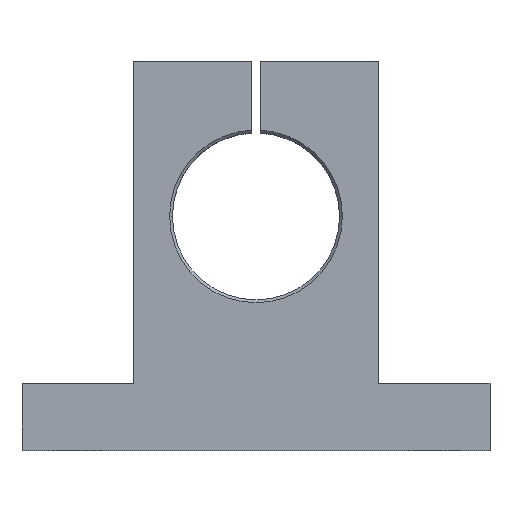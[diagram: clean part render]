
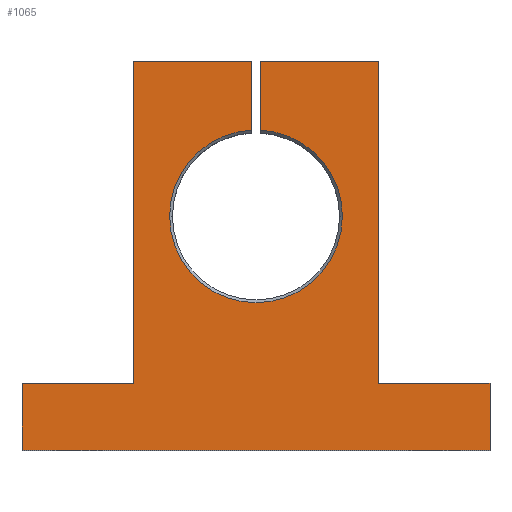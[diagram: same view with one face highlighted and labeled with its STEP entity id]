
A CAD part, top view. The second image highlights one B-rep face of the part: STEP entity #1065.
In plain terms, the highlighted planar face has unit normal (0, 0, 1).
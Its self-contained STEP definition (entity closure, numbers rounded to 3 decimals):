
#15 = EDGE_CURVE ( 'NONE', #592, #649, #894, .T. ) ;
#27 = EDGE_CURVE ( 'NONE', #584, #646, #900, .T. ) ;
#34 = EDGE_CURVE ( 'NONE', #637, #667, #872, .T. ) ;
#36 = EDGE_CURVE ( 'NONE', #640, #642, #914, .T. ) ;
#37 = EDGE_CURVE ( 'NONE', #604, #592, #882, .T. ) ;
#42 = EDGE_CURVE ( 'NONE', #646, #640, #871, .T. ) ;
#52 = EDGE_CURVE ( 'NONE', #667, #612, #952, .T. ) ;
#54 = EDGE_CURVE ( 'NONE', #587, #637, #976, .T. ) ;
#62 = AXIS2_PLACEMENT_3D ( 'NONE', #345, #309, #342 ) ;
#65 = EDGE_CURVE ( 'NONE', #594, #584, #946, .T. ) ;
#77 = AXIS2_PLACEMENT_3D ( 'NONE', #249, #255, #256 ) ;
#96 = EDGE_CURVE ( 'NONE', #612, #638, #959, .T. ) ;
#97 = EDGE_CURVE ( 'NONE', #649, #594, #977, .T. ) ;
#104 = EDGE_CURVE ( 'NONE', #597, #604, #933, .T. ) ;
#105 = EDGE_CURVE ( 'NONE', #642, #587, #965, .T. ) ;
#110 = EDGE_CURVE ( 'NONE', #638, #597, #943, .T. ) ;
#136 = AXIS2_PLACEMENT_3D ( 'NONE', #410, #404, #419 ) ;
#137 = AXIS2_PLACEMENT_3D ( 'NONE', #537, #559, #558 ) ;
#249 = CARTESIAN_POINT ( 'NONE',  ( 0., 0.2, 14. ) ) ;
#255 = DIRECTION ( 'NONE',  ( 0., 0., -1. ) ) ;
#256 = DIRECTION ( 'NONE',  ( 1., 0., 0. ) ) ;
#268 = DIRECTION ( 'NONE',  ( -1., 0., 0. ) ) ;
#285 = CARTESIAN_POINT ( 'NONE',  ( -22., 28., 14. ) ) ;
#300 = CARTESIAN_POINT ( 'NONE',  ( -22., 28., 14. ) ) ;
#302 = CARTESIAN_POINT ( 'NONE',  ( 42., -41.8, 14. ) ) ;
#303 = DIRECTION ( 'NONE',  ( 0., 1., 0. ) ) ;
#309 = DIRECTION ( 'NONE',  ( 0., 0., -1. ) ) ;
#312 = CARTESIAN_POINT ( 'NONE',  ( 22., -29.8, 14. ) ) ;
#313 = CARTESIAN_POINT ( 'NONE',  ( -42., -41.8, 14. ) ) ;
#319 = DIRECTION ( 'NONE',  ( 0., -1., 0. ) ) ;
#325 = CARTESIAN_POINT ( 'NONE',  ( -22., -29.8, 14. ) ) ;
#326 = DIRECTION ( 'NONE',  ( -1., 0., 0. ) ) ;
#342 = DIRECTION ( 'NONE',  ( 1., 0., 0. ) ) ;
#345 = CARTESIAN_POINT ( 'NONE',  ( 0., 0.2, 14. ) ) ;
#346 = DIRECTION ( 'NONE',  ( -1., 0., 0. ) ) ;
#356 = DIRECTION ( 'NONE',  ( 0., 1., 0. ) ) ;
#381 = DIRECTION ( 'NONE',  ( 1., 0., 0. ) ) ;
#385 = CARTESIAN_POINT ( 'NONE',  ( -0.81, 15.178, 14. ) ) ;
#391 = CARTESIAN_POINT ( 'NONE',  ( 0.81, 15.178, 14. ) ) ;
#400 = DIRECTION ( 'NONE',  ( 0., -1., 0. ) ) ;
#403 = CARTESIAN_POINT ( 'NONE',  ( -42., -41.8, 14. ) ) ;
#404 = DIRECTION ( 'NONE',  ( 0., 0., -1. ) ) ;
#410 = CARTESIAN_POINT ( 'NONE',  ( 0., 0.2, 14. ) ) ;
#412 = CARTESIAN_POINT ( 'NONE',  ( 22., 28., 14. ) ) ;
#414 = DIRECTION ( 'NONE',  ( -1., 0., 0. ) ) ;
#416 = DIRECTION ( 'NONE',  ( 0., 1., 0. ) ) ;
#417 = DIRECTION ( 'NONE',  ( 0., -1., 0. ) ) ;
#419 = DIRECTION ( 'NONE',  ( 1., 0., 0. ) ) ;
#433 = CARTESIAN_POINT ( 'NONE',  ( 0.81, 28., 14. ) ) ;
#438 = CARTESIAN_POINT ( 'NONE',  ( 22., -29.8, 14. ) ) ;
#440 = CARTESIAN_POINT ( 'NONE',  ( 0.81, 28., 14. ) ) ;
#441 = CARTESIAN_POINT ( 'NONE',  ( 15.5, 0.2, 14. ) ) ;
#442 = CARTESIAN_POINT ( 'NONE',  ( 0.81, 15.679, 14. ) ) ;
#451 = CARTESIAN_POINT ( 'NONE',  ( -42., -41.8, 14. ) ) ;
#456 = CARTESIAN_POINT ( 'NONE',  ( -0.81, 28., 14. ) ) ;
#459 = CARTESIAN_POINT ( 'NONE',  ( -0.81, 15.679, 14. ) ) ;
#468 = CARTESIAN_POINT ( 'NONE',  ( -22., 28., 14. ) ) ;
#478 = CARTESIAN_POINT ( 'NONE',  ( 42., -41.8, 14. ) ) ;
#492 = CARTESIAN_POINT ( 'NONE',  ( 22., 28., 14. ) ) ;
#493 = CARTESIAN_POINT ( 'NONE',  ( -42., -29.8, 14. ) ) ;
#494 = CARTESIAN_POINT ( 'NONE',  ( -15.5, 0.2, 14. ) ) ;
#495 = CARTESIAN_POINT ( 'NONE',  ( 42., -29.8, 14. ) ) ;
#509 = CARTESIAN_POINT ( 'NONE',  ( -22., -29.8, 14. ) ) ;
#537 = CARTESIAN_POINT ( 'NONE',  ( 0., 0.2, 14. ) ) ;
#555 = PLANE ( 'NONE',  #137 ) ;
#558 = DIRECTION ( 'NONE',  ( 1., 0., 0. ) ) ;
#559 = DIRECTION ( 'NONE',  ( 0., 0., 1. ) ) ;
#584 = VERTEX_POINT ( 'NONE', #456 ) ;
#587 = VERTEX_POINT ( 'NONE', #451 ) ;
#592 = VERTEX_POINT ( 'NONE', #441 ) ;
#594 = VERTEX_POINT ( 'NONE', #459 ) ;
#597 = VERTEX_POINT ( 'NONE', #440 ) ;
#604 = VERTEX_POINT ( 'NONE', #442 ) ;
#612 = VERTEX_POINT ( 'NONE', #438 ) ;
#629 = EDGE_LOOP ( 'NONE', ( #711, #708, #762, #684, #723, #747, #694, #722, #671, #730, #670, #713, #707, #717 ) ) ;
#637 = VERTEX_POINT ( 'NONE', #478 ) ;
#638 = VERTEX_POINT ( 'NONE', #492 ) ;
#640 = VERTEX_POINT ( 'NONE', #509 ) ;
#642 = VERTEX_POINT ( 'NONE', #493 ) ;
#646 = VERTEX_POINT ( 'NONE', #468 ) ;
#649 = VERTEX_POINT ( 'NONE', #494 ) ;
#667 = VERTEX_POINT ( 'NONE', #495 ) ;
#670 = ORIENTED_EDGE ( 'NONE', *, *, #34, .T. ) ;
#671 = ORIENTED_EDGE ( 'NONE', *, *, #105, .T. ) ;
#684 = ORIENTED_EDGE ( 'NONE', *, *, #97, .T. ) ;
#694 = ORIENTED_EDGE ( 'NONE', *, *, #42, .T. ) ;
#707 = ORIENTED_EDGE ( 'NONE', *, *, #96, .T. ) ;
#708 = ORIENTED_EDGE ( 'NONE', *, *, #37, .T. ) ;
#711 = ORIENTED_EDGE ( 'NONE', *, *, #104, .T. ) ;
#713 = ORIENTED_EDGE ( 'NONE', *, *, #52, .T. ) ;
#717 = ORIENTED_EDGE ( 'NONE', *, *, #110, .T. ) ;
#722 = ORIENTED_EDGE ( 'NONE', *, *, #36, .T. ) ;
#723 = ORIENTED_EDGE ( 'NONE', *, *, #65, .T. ) ;
#730 = ORIENTED_EDGE ( 'NONE', *, *, #54, .T. ) ;
#747 = ORIENTED_EDGE ( 'NONE', *, *, #27, .T. ) ;
#762 = ORIENTED_EDGE ( 'NONE', *, *, #15, .T. ) ;
#867 = VECTOR ( 'NONE', #268, 1000. ) ;
#871 = LINE ( 'NONE', #285, #873 ) ;
#872 = LINE ( 'NONE', #302, #907 ) ;
#873 = VECTOR ( 'NONE', #319, 1000. ) ;
#882 = CIRCLE ( 'NONE', #62, 15.5 ) ;
#883 = VECTOR ( 'NONE', #326, 1000. ) ;
#894 = CIRCLE ( 'NONE', #77, 15.5 ) ;
#900 = LINE ( 'NONE', #300, #867 ) ;
#907 = VECTOR ( 'NONE', #303, 1000. ) ;
#914 = LINE ( 'NONE', #325, #883 ) ;
#933 = LINE ( 'NONE', #391, #966 ) ;
#936 = VECTOR ( 'NONE', #381, 1000. ) ;
#938 = VECTOR ( 'NONE', #346, 1000. ) ;
#943 = LINE ( 'NONE', #433, #969 ) ;
#946 = LINE ( 'NONE', #385, #970 ) ;
#952 = LINE ( 'NONE', #312, #938 ) ;
#959 = LINE ( 'NONE', #412, #960 ) ;
#960 = VECTOR ( 'NONE', #416, 1000. ) ;
#965 = LINE ( 'NONE', #403, #978 ) ;
#966 = VECTOR ( 'NONE', #417, 1000. ) ;
#969 = VECTOR ( 'NONE', #414, 1000. ) ;
#970 = VECTOR ( 'NONE', #356, 1000. ) ;
#976 = LINE ( 'NONE', #313, #936 ) ;
#977 = CIRCLE ( 'NONE', #136, 15.5 ) ;
#978 = VECTOR ( 'NONE', #400, 1000. ) ;
#1028 = FACE_OUTER_BOUND ( 'NONE', #629, .T. ) ;
#1065 = ADVANCED_FACE ( 'NONE', ( #1028 ), #555, .T. ) ;
